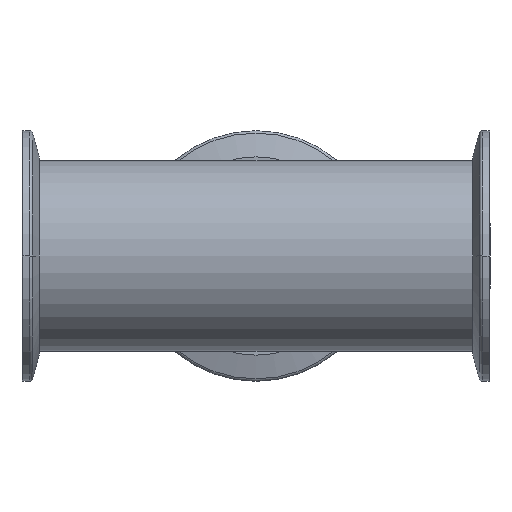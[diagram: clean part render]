
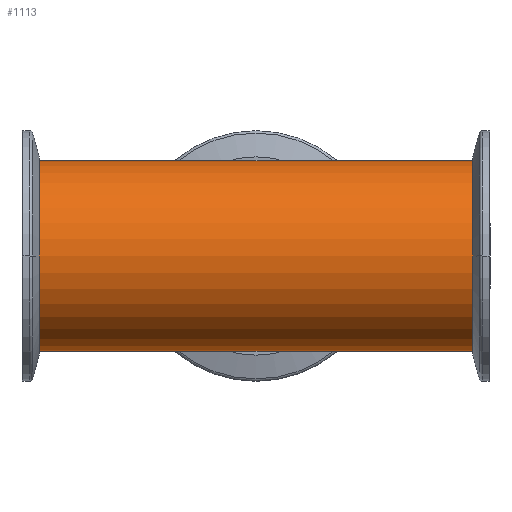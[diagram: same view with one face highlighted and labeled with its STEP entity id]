
A CAD part, front view. The second image highlights one B-rep face of the part: STEP entity #1113.
In plain terms, the highlighted cylindrical face has radius 28.5 mm (diameter 57 mm), a partial arc.
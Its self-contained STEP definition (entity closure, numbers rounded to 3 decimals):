
#17 = VERTEX_POINT ( 'NONE', #280 ) ;
#56 = EDGE_CURVE ( 'NONE', #719, #1613, #1790, .T. ) ;
#116 = EDGE_LOOP ( 'NONE', ( #922, #1478, #1097, #554, #565, #1577 ) ) ;
#120 = EDGE_CURVE ( 'NONE', #17, #719, #989, .T. ) ;
#135 = LINE ( 'NONE', #392, #1187 ) ;
#181 = CARTESIAN_POINT ( 'NONE',  ( 0., 0., -28.5 ) ) ;
#200 = DIRECTION ( 'NONE',  ( 1., 0., 0. ) ) ;
#224 = EDGE_CURVE ( 'NONE', #621, #1613, #135, .T. ) ;
#275 = VERTEX_POINT ( 'NONE', #1515 ) ;
#280 = CARTESIAN_POINT ( 'NONE',  ( 0., 0., 28.5 ) ) ;
#284 = EDGE_CURVE ( 'NONE', #275, #17, #308, .T. ) ;
#308 = LINE ( 'NONE', #1384, #1774 ) ;
#326 = DIRECTION ( 'NONE',  ( -1., 0., 0. ) ) ;
#381 = EDGE_CURVE ( 'NONE', #1131, #621, #625, .T. ) ;
#392 = CARTESIAN_POINT ( 'NONE',  ( 66.5, 0., -28.5 ) ) ;
#416 = CARTESIAN_POINT ( 'NONE',  ( 66.5, 0., 0. ) ) ;
#438 = DIRECTION ( 'NONE',  ( 1., 0., 0. ) ) ;
#486 = DIRECTION ( 'NONE',  ( -1., 0., 0. ) ) ;
#487 = DIRECTION ( 'NONE',  ( -1., 0., 0. ) ) ;
#554 = ORIENTED_EDGE ( 'NONE', *, *, #120, .T. ) ;
#565 = ORIENTED_EDGE ( 'NONE', *, *, #56, .T. ) ;
#569 = CARTESIAN_POINT ( 'NONE',  ( -66.5, 0., -28.5 ) ) ;
#576 = CARTESIAN_POINT ( 'NONE',  ( 66.5, 0., -28.5 ) ) ;
#621 = VERTEX_POINT ( 'NONE', #181 ) ;
#625 = LINE ( 'NONE', #1125, #1021 ) ;
#693 = DIRECTION ( 'NONE',  ( -1., 0., 0. ) ) ;
#719 = VERTEX_POINT ( 'NONE', #975 ) ;
#732 = DIRECTION ( 'NONE',  ( -1., 0., 0. ) ) ;
#799 = CARTESIAN_POINT ( 'NONE',  ( 66.5, 0., 28.5 ) ) ;
#922 = ORIENTED_EDGE ( 'NONE', *, *, #381, .F. ) ;
#937 = VECTOR ( 'NONE', #487, 1000. ) ;
#975 = CARTESIAN_POINT ( 'NONE',  ( -66.5, 0., 28.5 ) ) ;
#982 = AXIS2_PLACEMENT_3D ( 'NONE', #1311, #438, #1448 ) ;
#989 = LINE ( 'NONE', #799, #937 ) ;
#1021 = VECTOR ( 'NONE', #693, 1000. ) ;
#1035 = AXIS2_PLACEMENT_3D ( 'NONE', #1630, #200, #1762 ) ;
#1097 = ORIENTED_EDGE ( 'NONE', *, *, #284, .T. ) ;
#1113 = ADVANCED_FACE ( 'NONE', ( #1496 ), #1460, .T. ) ;
#1125 = CARTESIAN_POINT ( 'NONE',  ( 66.5, 0., -28.5 ) ) ;
#1131 = VERTEX_POINT ( 'NONE', #576 ) ;
#1187 = VECTOR ( 'NONE', #486, 1000. ) ;
#1285 = AXIS2_PLACEMENT_3D ( 'NONE', #416, #732, #1695 ) ;
#1311 = CARTESIAN_POINT ( 'NONE',  ( 66.5, 0., 0. ) ) ;
#1384 = CARTESIAN_POINT ( 'NONE',  ( 66.5, 0., 28.5 ) ) ;
#1448 = DIRECTION ( 'NONE',  ( 0., 0., -1. ) ) ;
#1460 = CYLINDRICAL_SURFACE ( 'NONE', #1285, 28.5 ) ;
#1478 = ORIENTED_EDGE ( 'NONE', *, *, #1767, .F. ) ;
#1496 = FACE_OUTER_BOUND ( 'NONE', #116, .T. ) ;
#1515 = CARTESIAN_POINT ( 'NONE',  ( 66.5, 0., 28.5 ) ) ;
#1577 = ORIENTED_EDGE ( 'NONE', *, *, #224, .F. ) ;
#1582 = CIRCLE ( 'NONE', #982, 28.5 ) ;
#1613 = VERTEX_POINT ( 'NONE', #569 ) ;
#1630 = CARTESIAN_POINT ( 'NONE',  ( -66.5, 0., 0. ) ) ;
#1695 = DIRECTION ( 'NONE',  ( 0., 0., 1. ) ) ;
#1762 = DIRECTION ( 'NONE',  ( 0., 0., -1. ) ) ;
#1767 = EDGE_CURVE ( 'NONE', #275, #1131, #1582, .T. ) ;
#1774 = VECTOR ( 'NONE', #326, 1000. ) ;
#1790 = CIRCLE ( 'NONE', #1035, 28.5 ) ;
